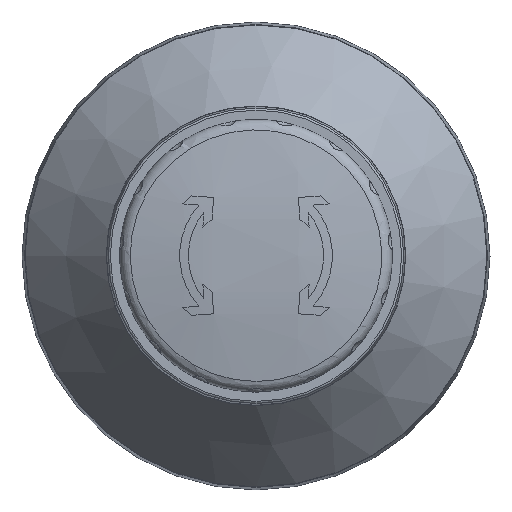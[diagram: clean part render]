
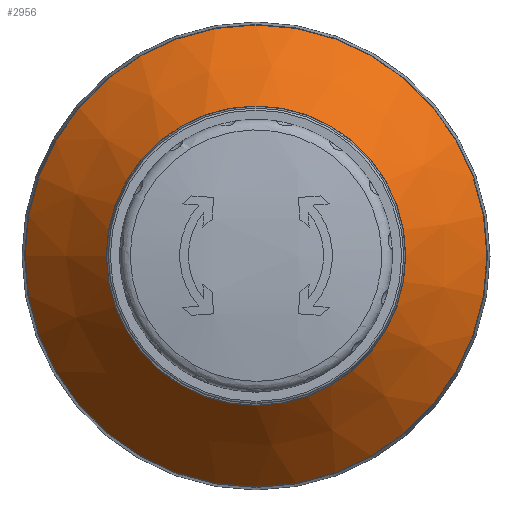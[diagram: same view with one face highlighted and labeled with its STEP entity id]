
A CAD part, top view. The second image highlights one B-rep face of the part: STEP entity #2956.
In plain terms, the highlighted conical face has half-angle 40 degrees and reference radius 22.209 mm.
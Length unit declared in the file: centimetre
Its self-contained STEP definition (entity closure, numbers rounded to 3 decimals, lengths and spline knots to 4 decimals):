
#43=CONICAL_SURFACE('',#3276,2.2209,40.);
#181=FACE_BOUND('',#946,.T.);
#730=FACE_OUTER_BOUND('',#945,.T.);
#945=EDGE_LOOP('',(#2487));
#946=EDGE_LOOP('',(#2488));
#1163=CIRCLE('',#3275,2.6945);
#1164=CIRCLE('',#3277,1.7473);
#1445=VERTEX_POINT('',#5678);
#1446=VERTEX_POINT('',#5681);
#1820=EDGE_CURVE('',#1445,#1445,#1163,.T.);
#1821=EDGE_CURVE('',#1446,#1446,#1164,.T.);
#2487=ORIENTED_EDGE('',*,*,#1821,.F.);
#2488=ORIENTED_EDGE('',*,*,#1820,.T.);
#2956=ADVANCED_FACE('',(#730,#181),#43,.T.);
#3275=AXIS2_PLACEMENT_3D('',#5679,#3994,#3995);
#3276=AXIS2_PLACEMENT_3D('',#5680,#3996,#3997);
#3277=AXIS2_PLACEMENT_3D('',#5682,#3998,#3999);
#3994=DIRECTION('center_axis',(0.,0.,
1.));
#3995=DIRECTION('ref_axis',(-1.,0.,0.));
#3996=DIRECTION('center_axis',(0.,0.,
-1.));
#3997=DIRECTION('ref_axis',(-1.,0.,0.));
#3998=DIRECTION('center_axis',(0.,0.,
1.));
#3999=DIRECTION('ref_axis',(-1.,0.,0.));
#5678=CARTESIAN_POINT('',(-2.6945,0.,0.2257));
#5679=CARTESIAN_POINT('Origin',(0.,0.,
0.2257));
#5680=CARTESIAN_POINT('Origin',(0.,0.,
0.7901));
#5681=CARTESIAN_POINT('',(-1.7473,0.,1.3544));
#5682=CARTESIAN_POINT('Origin',(0.,0.,
1.3544));
